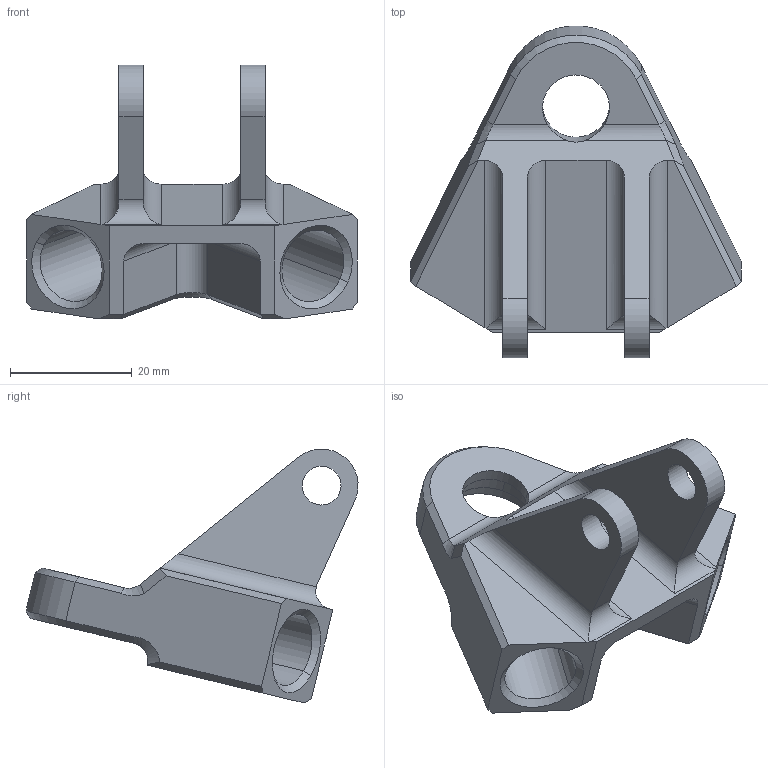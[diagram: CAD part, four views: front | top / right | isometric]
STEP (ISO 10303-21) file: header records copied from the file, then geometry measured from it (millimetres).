
FILE_DESCRIPTION(('CATIA V5 STEP Exchange'),'2;1');
FILE_NAME('Insert roue avant superieur.stp','2019-01-14T08:55:10+00:00',('none'),('none'),'CATIA Version 5 Release 19 SP 2 (IN-10)','CATIA V5 STEP AP203','none');
FILE_SCHEMA(('CONFIG_CONTROL_DESIGN'));
Length unit declared in the file: millimetre
Products named in the file (1): Upper front bearing support
Bounding box: 54.35 x 54.54 x 41.72 mm (x, y, z)
Volume: 18702.8 mm3; surface area: 9583.9 mm2
Topology: 1 solids, 1 shells, 85 faces, 220 edges, 143 vertices
Faces by surface type: plane 34, cylinder 31, bspline 10, cone 7, torus 2, sphere 1
Entity records: 2961 total; most frequent: CARTESIAN_POINT 1043, ORIENTED_EDGE 434, DIRECTION 285, EDGE_CURVE 217, VERTEX_POINT 137, AXIS2_PLACEMENT_3D 122, VECTOR 102, LINE 102
